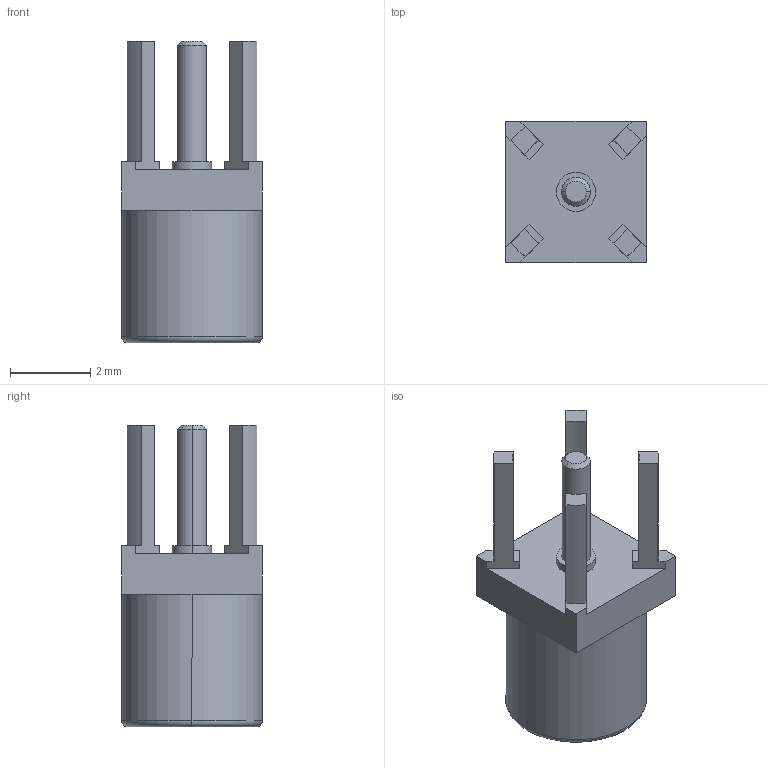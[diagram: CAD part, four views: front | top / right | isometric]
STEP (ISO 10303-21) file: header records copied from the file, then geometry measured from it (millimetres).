
FILE_DESCRIPTION (( 'STEP AP203' ), '1' );
FILE_NAME ('R110.426.107A.STEP', '2014-03-25T10:17:15', ( 'adminradiall' ), ( 'Microsoft' ), 'SwSTEP 2.0', 'SolidWorks 2011', '' );
FILE_SCHEMA (( 'CONFIG_CONTROL_DESIGN' ));
Length unit declared in the file: millimetre
Products named in the file (1): R110.426.107A
Bounding box: 3.5 x 3.5 x 7.5 mm (x, y, z)
Volume: 34 mm3; surface area: 132.4 mm2
Topology: 1 solids, 1 shells, 77 faces, 190 edges, 120 vertices
Faces by surface type: plane 43, cylinder 20, cone 8, bspline 4, torus 2
Entity records: 2347 total; most frequent: CARTESIAN_POINT 428, DIRECTION 388, ORIENTED_EDGE 380, EDGE_CURVE 190, LINE 132, VECTOR 132, AXIS2_PLACEMENT_3D 128, VERTEX_POINT 120
